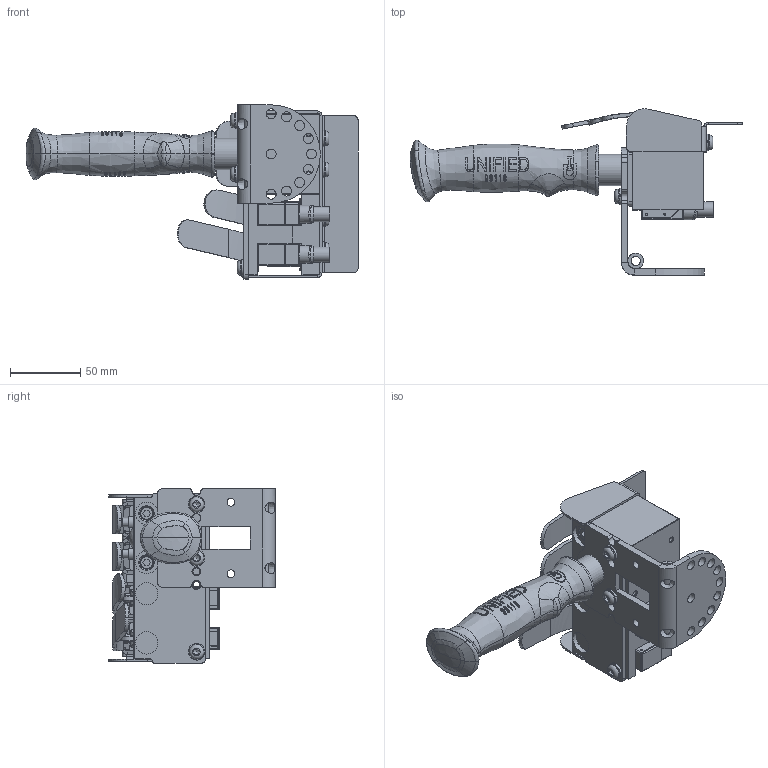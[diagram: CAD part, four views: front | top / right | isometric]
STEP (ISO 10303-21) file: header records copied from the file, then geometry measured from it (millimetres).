
FILE_DESCRIPTION(/* description */ ('ELECTRIC PNEUMATIC FOUR BUTTON HANDLE ASSEMBLY FOR UP/DN RH'),/* implementation_level */ '2;1');
FILE_NAME(/* name */ '79710.stp',/* time_stamp */ '2021-08-19T14:19:27-04:00',/* author */ ('mnhhw'),/* organization */ (''),/* preprocessor_version */ 'ST-DEVELOPER v17',/* originating_system */ 'Autodesk Inventor 2019',/* authorisation */ '');
FILE_SCHEMA (('AUTOMOTIVE_DESIGN { 1 0 10303 214 3 1 1 }'));
Products named in the file (38): 79710; 79657; 79667; 79666; 99110; 79675; 79641; 79626; 79708; 79709; switch_zcmd21m12; switch_zcmd21m12 1; switch_zcmd21m12 2; switch_zcmd21m12 3; switch_zcmd21m12 4; switch_zce02; switch_zce02 1; switch_zce02 2; switch_zce02 3; switch_zce02 4; switch_zce02 5; switch_zce02 6; switch_zce02 7; switch_zce02 8; switch_zce02 9; switch_zce02 10; switch_zce02 11; 79650; 79651; 79651_1; 79653 ; 79655; 79676; 79646; 52495; 51939; 52084; 50619
Assembly tree (54 placements, depth 4):
  79710
    79657
      79667
      79666
      99110
      79675  x2
    79641
    79626
    79708
    79709  x2
      switch_zcmd21m12
        switch_zcmd21m12 1
        switch_zcmd21m12 2
        switch_zcmd21m12 3
        switch_zcmd21m12 4
      switch_zce02
        switch_zce02 1
        switch_zce02 2
        switch_zce02 3
        switch_zce02 4
        switch_zce02 5
        switch_zce02 6
        switch_zce02 7
        switch_zce02 8
        switch_zce02 9
        switch_zce02 10
        switch_zce02 11
    79650
    79651
    79651_1
    79653 
    79655
    79676  x2
    79646
    52495  x7
    51939  x4
    52084  x3
    50619  x4
Bounding box: 236.01 x 118.24 x 123.92 mm (x, y, z)
Volume: 303680.4 mm3; surface area: 183630.3 mm2
Topology: 63 solids, 71 shells, 2362 faces, 6413 edges, 4223 vertices
Faces by surface type: plane 1000, cylinder 524, bspline 493, cone 166, torus 120, sphere 59
Full cylindrical faces by diameter (mm): 0.8 x4, 1.5 x10, 1.55 x4, 2.53 x4, 2.62 x2, 2.9 x2, 3.251 x2, 3.3 x4, 3.5 x2, 3.65 x2, 4 x4, 4.25 x6, 4.762 x5, 4.928 x4, 4.953 x8, 5 x4, 5.25 x2, 5.4 x2, 5.512 x2, 6 x7, 6.172 x2, 6.35 x14, 6.604 x2, 6.985 x10, 7 x6, 7.13 x2, 8.08 x4, 8.15 x8, 8.68 x6, 9.133 x2
Entity records: 95855 total; most frequent: CARTESIAN_POINT 54615, ORIENTED_EDGE 8883, DIRECTION 7163, EDGE_CURVE 4530, VERTEX_POINT 3014, AXIS2_PLACEMENT_3D 2618, LINE 1927, VECTOR 1927
